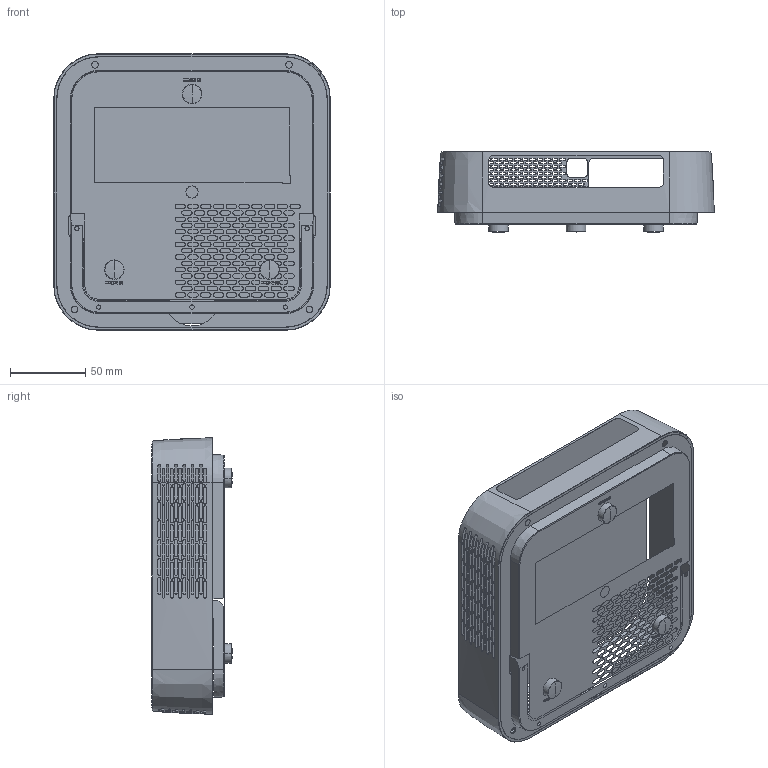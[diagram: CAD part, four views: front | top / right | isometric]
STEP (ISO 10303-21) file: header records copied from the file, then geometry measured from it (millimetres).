
FILE_DESCRIPTION((''),'2;1');
FILE_NAME('SINGLE','2020-09-15T',('ChenPet'),(''),'PRO/ENGINEER BY PARAMETRIC TECHNOLOGY CORPORATION, 2009440','PRO/ENGINEER BY PARAMETRIC TECHNOLOGY CORPORATION, 2009440','');
FILE_SCHEMA(('CONFIG_CONTROL_DESIGN'));
Length unit declared in the file: millimetre
Products named in the file (1): SINGLE
Bounding box: 184.01 x 53.5 x 184.01 mm (x, y, z)
Surface area: 79757.9 mm2 (no closed solid volume)
Topology: 0 solids, 13 shells, 35 faces, 2728 edges, 2675 vertices
Faces by surface type: plane 11, cylinder 6, sphere 6, extrusion 4, revolution 4, cone 4
Entity records: 27573 total; most frequent: CARTESIAN_POINT 10777, DIRECTION 2783, ORIENTED_EDGE 2776, EDGE_CURVE 2722, VERTEX_POINT 2675, VECTOR 1289, LINE 1285, AXIS2_PLACEMENT_3D 745
